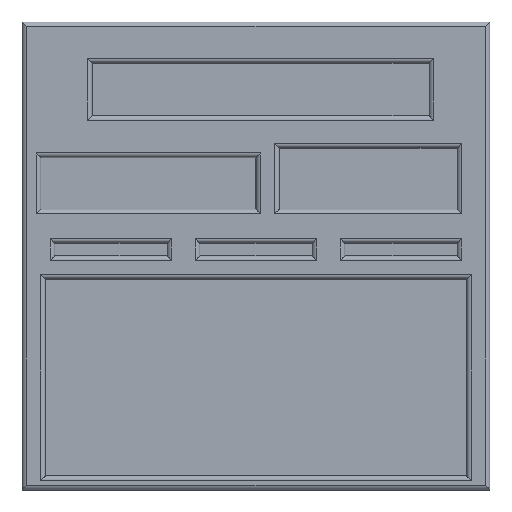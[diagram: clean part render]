
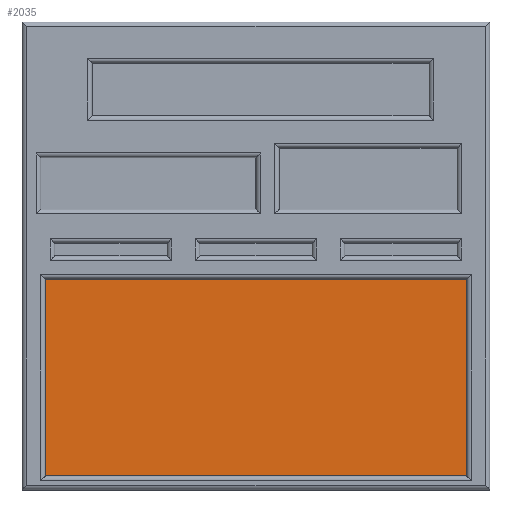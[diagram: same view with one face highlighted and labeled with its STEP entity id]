
A CAD part, top view. The second image highlights one B-rep face of the part: STEP entity #2035.
In plain terms, the highlighted planar face has unit normal (0, 0, 1).
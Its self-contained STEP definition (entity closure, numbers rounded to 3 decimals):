
#1772 = VERTEX_POINT('',#1773);
#1773 = CARTESIAN_POINT('',(45.,-5.,23.994));
#1779 = EDGE_CURVE('',#1772,#1780,#1782,.T.);
#1780 = VERTEX_POINT('',#1781);
#1781 = CARTESIAN_POINT('',(-45.,-5.,23.994));
#1782 = LINE('',#1783,#1784);
#1783 = CARTESIAN_POINT('',(45.,-5.,23.994));
#1784 = VECTOR('',#1785,1.);
#1785 = DIRECTION('',(-1.,0.,0.));
#1803 = VERTEX_POINT('',#1804);
#1804 = CARTESIAN_POINT('',(45.,-47.,23.994));
#1810 = EDGE_CURVE('',#1803,#1772,#1811,.T.);
#1811 = LINE('',#1812,#1813);
#1812 = CARTESIAN_POINT('',(45.,-47.,23.994));
#1813 = VECTOR('',#1814,1.);
#1814 = DIRECTION('',(0.,1.,0.));
#1827 = EDGE_CURVE('',#1780,#1828,#1830,.T.);
#1828 = VERTEX_POINT('',#1829);
#1829 = CARTESIAN_POINT('',(-45.,-47.,23.994));
#1830 = LINE('',#1831,#1832);
#1831 = CARTESIAN_POINT('',(-45.,-5.,23.994));
#1832 = VECTOR('',#1833,1.);
#1833 = DIRECTION('',(0.,-1.,0.));
#1851 = EDGE_CURVE('',#1828,#1803,#1852,.T.);
#1852 = LINE('',#1853,#1854);
#1853 = CARTESIAN_POINT('',(-45.,-47.,23.994));
#1854 = VECTOR('',#1855,1.);
#1855 = DIRECTION('',(1.,0.,0.));
#2035 = ADVANCED_FACE('',(#2036),#2042,.T.);
#2036 = FACE_BOUND('',#2037,.T.);
#2037 = EDGE_LOOP('',(#2038,#2039,#2040,#2041));
#2038 = ORIENTED_EDGE('',*,*,#1779,.T.);
#2039 = ORIENTED_EDGE('',*,*,#1827,.T.);
#2040 = ORIENTED_EDGE('',*,*,#1851,.T.);
#2041 = ORIENTED_EDGE('',*,*,#1810,.T.);
#2042 = PLANE('',#2043);
#2043 = AXIS2_PLACEMENT_3D('',#2044,#2045,#2046);
#2044 = CARTESIAN_POINT('',(0.,-26.,23.994));
#2045 = DIRECTION('',(0.,0.,1.));
#2046 = DIRECTION('',(1.,0.,0.));
